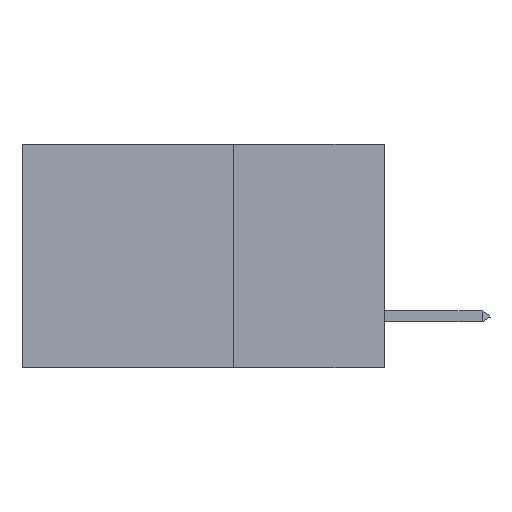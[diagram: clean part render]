
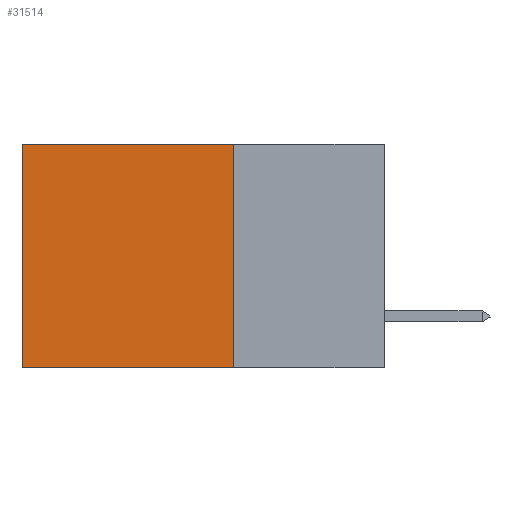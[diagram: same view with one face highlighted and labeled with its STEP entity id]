
A CAD part, left-side view. The second image highlights one B-rep face of the part: STEP entity #31514.
In plain terms, the highlighted planar face has unit normal (-1, 0, 0).
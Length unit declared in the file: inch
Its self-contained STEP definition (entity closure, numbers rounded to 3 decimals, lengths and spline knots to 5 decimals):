
#261 = ORIENTED_EDGE ( 'NONE', *, *, #17863, .F. ) ;
#608 = CARTESIAN_POINT ( 'NONE',  ( 0.2875, 0.6, -0.37 ) ) ;
#1705 = VECTOR ( 'NONE', #33427, 39.37008 ) ;
#3655 = AXIS2_PLACEMENT_3D ( 'NONE', #11445, #26279, #35564 ) ;
#3825 = FACE_OUTER_BOUND ( 'NONE', #12887, .T. ) ;
#3991 = EDGE_CURVE ( 'NONE', #13119, #21702, #27141, .T. ) ;
#5980 = VERTEX_POINT ( 'NONE', #608 ) ;
#6052 = ORIENTED_EDGE ( 'NONE', *, *, #34746, .F. ) ;
#6756 = DIRECTION ( 'NONE',  ( 0., 0., -1. ) ) ;
#7054 = EDGE_CURVE ( 'NONE', #21702, #5980, #31050, .T. ) ;
#7464 = VECTOR ( 'NONE', #7634, 39.37008 ) ;
#7634 = DIRECTION ( 'NONE',  ( 0., 0., -1. ) ) ;
#10210 = ORIENTED_EDGE ( 'NONE', *, *, #7054, .T. ) ;
#11445 = CARTESIAN_POINT ( 'NONE',  ( 0.2875, 0.25, 0. ) ) ;
#12278 = CARTESIAN_POINT ( 'NONE',  ( 0.2875, 0.6, 0. ) ) ;
#12541 = VECTOR ( 'NONE', #22819, 39.37008 ) ;
#12887 = EDGE_LOOP ( 'NONE', ( #10210, #6052, #261, #24595 ) ) ;
#13119 = VERTEX_POINT ( 'NONE', #26028 ) ;
#14177 = VECTOR ( 'NONE', #6756, 39.37008 ) ;
#17863 = EDGE_CURVE ( 'NONE', #13119, #34037, #33498, .T. ) ;
#21123 = CARTESIAN_POINT ( 'NONE',  ( 0.2875, 0.25, -0.37 ) ) ;
#21702 = VERTEX_POINT ( 'NONE', #12278 ) ;
#22819 = DIRECTION ( 'NONE',  ( 0., 1., 0. ) ) ;
#23328 = CARTESIAN_POINT ( 'NONE',  ( 0.2875, 0.25, 0. ) ) ;
#24397 = CARTESIAN_POINT ( 'NONE',  ( 0.2875, 0.25, 0. ) ) ;
#24595 = ORIENTED_EDGE ( 'NONE', *, *, #3991, .T. ) ;
#25738 = LINE ( 'NONE', #29440, #1705 ) ;
#26028 = CARTESIAN_POINT ( 'NONE',  ( 0.2875, 0.25, 0. ) ) ;
#26279 = DIRECTION ( 'NONE',  ( 1., 0., 0. ) ) ;
#27141 = LINE ( 'NONE', #23328, #12541 ) ;
#29440 = CARTESIAN_POINT ( 'NONE',  ( 0.2875, 0.25, -0.37 ) ) ;
#31050 = LINE ( 'NONE', #32021, #7464 ) ;
#31514 = ADVANCED_FACE ( 'NONE', ( #3825 ), #35436, .F. ) ;
#32021 = CARTESIAN_POINT ( 'NONE',  ( 0.2875, 0.6, 0. ) ) ;
#33427 = DIRECTION ( 'NONE',  ( 0., 1., 0. ) ) ;
#33498 = LINE ( 'NONE', #24397, #14177 ) ;
#34037 = VERTEX_POINT ( 'NONE', #21123 ) ;
#34746 = EDGE_CURVE ( 'NONE', #34037, #5980, #25738, .T. ) ;
#35436 = PLANE ( 'NONE',  #3655 ) ;
#35564 = DIRECTION ( 'NONE',  ( 0., 0., -1. ) ) ;
